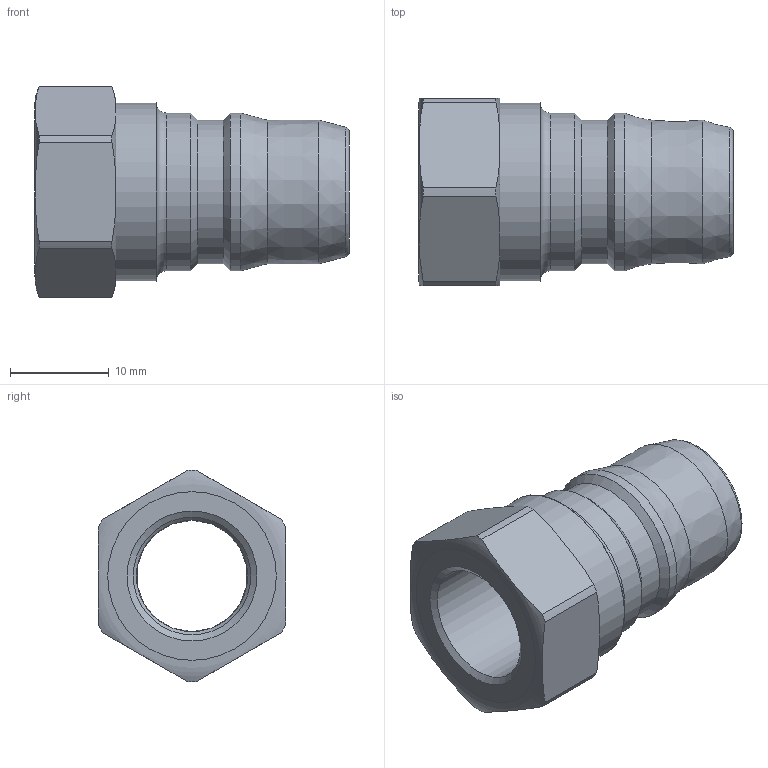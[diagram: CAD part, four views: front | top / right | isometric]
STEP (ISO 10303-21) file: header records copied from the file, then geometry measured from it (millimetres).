
FILE_DESCRIPTION (( 'STEP AP214' ), '1' );
FILE_NAME ('BB06.6101_IC.STEP', '2016-09-21T14:57:17', ( '' ), ( '' ), 'SwSTEP 2.0', 'SolidWorks 2016', '' );
FILE_SCHEMA (( 'AUTOMOTIVE_DESIGN' ));
Length unit declared in the file: millimetre
Products named in the file (1): BB06.6101_IC
Bounding box: 31.9 x 19 x 21.46 mm (x, y, z)
Volume: 3704.7 mm3; surface area: 3175.4 mm2
Topology: 1 solids, 1 shells, 38 faces, 90 edges, 56 vertices
Faces by surface type: cylinder 11, plane 10, torus 9, cone 8
Full cylindrical faces by diameter (mm): 11.914 x1, 14.569 x1, 16.022 x2, 18 x1
Entity records: 1142 total; most frequent: CARTESIAN_POINT 301, DIRECTION 170, ORIENTED_EDGE 146, AXIS2_PLACEMENT_3D 76, EDGE_CURVE 73, EDGE_LOOP 58, VERTEX_POINT 55, FACE_OUTER_BOUND 46
